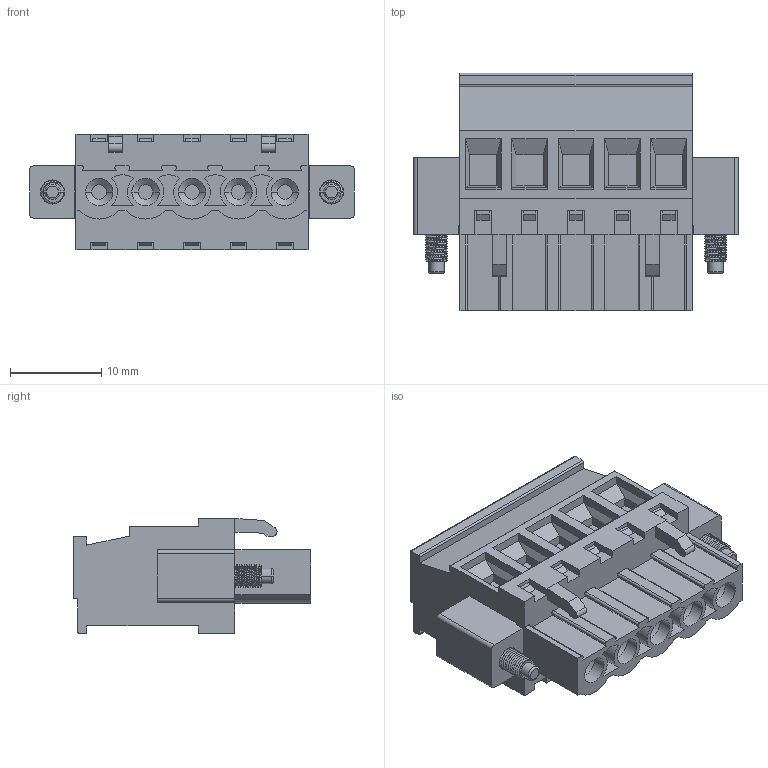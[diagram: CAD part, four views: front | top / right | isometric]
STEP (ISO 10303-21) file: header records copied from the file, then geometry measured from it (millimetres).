
FILE_DESCRIPTION( ('This file contains a STEP AP42 implementation' ,'as created by ZW3D STEP Interface translator.') ,'2;1' );
FILE_NAME( 'WJ2EDGKAM-5.08-05P-00N.stp' ,'23 7 4.105129', (''), ('ZWCAD Software Co.'), 'Version 1.0', 'ZW3D to STEP translator', '' );
FILE_SCHEMA(('AUTOMOTIVE_DESIGN { 1 0 10303 214 1 1 1 1 }'));
Length unit declared in the file: millimetre
Products named in the file (2): 0; WJ2EDGKAM-508-5P
Bounding box: 35.56 x 26 x 12.6 mm (x, y, z)
Volume: 5847.2 mm3; surface area: 4137.1 mm2
Topology: 1 solids, 1 shells, 559 faces, 1402 edges, 894 vertices
Faces by surface type: plane 296, cylinder 143, cone 56, torus 34, bspline 30
Entity records: 23904 total; most frequent: CARTESIAN_POINT 10039, ORIENTED_EDGE 2804, DIRECTION 2668, EDGE_CURVE 1402, AXIS2_PLACEMENT_3D 900, VERTEX_POINT 894, VECTOR 868, LINE 868
